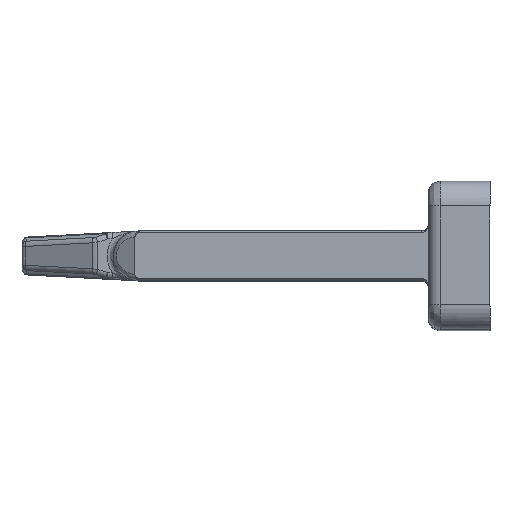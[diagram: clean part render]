
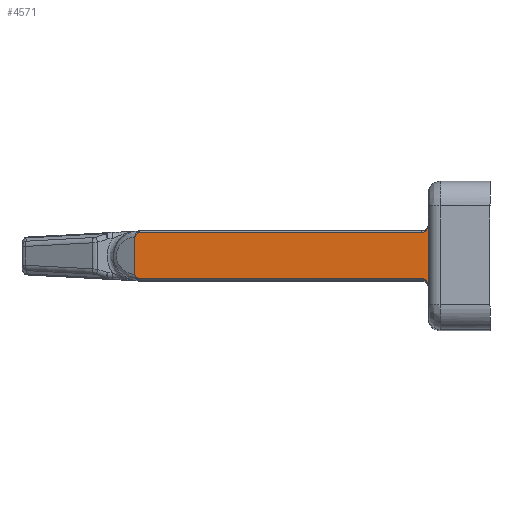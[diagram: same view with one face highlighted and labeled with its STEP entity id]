
A CAD part, top view. The second image highlights one B-rep face of the part: STEP entity #4571.
In plain terms, the highlighted planar face has unit normal (0, 0, 1).
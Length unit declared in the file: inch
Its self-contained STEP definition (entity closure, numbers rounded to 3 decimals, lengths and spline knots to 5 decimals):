
#4 = VERTEX_POINT ( 'NONE', #3759 ) ;
#39 = DIRECTION ( 'NONE',  ( 0., -1., 0. ) ) ;
#279 = EDGE_CURVE ( 'NONE', #6437, #7491, #7778, .T. ) ;
#287 = B_SPLINE_CURVE_WITH_KNOTS ( 'NONE', 3,
 ( #5495, #4235, #6868, #6163, #4876, #7613, #8220 ),
 .UNSPECIFIED., .F., .F.,
 ( 4, 1, 1, 1, 4 ),
 ( 0., 0.00021, 0.00042, 0.00063, 0.00083 ),
 .UNSPECIFIED. ) ;
#320 = VECTOR ( 'NONE', #6902, 39.37008 ) ;
#341 = CARTESIAN_POINT ( 'NONE',  ( -0.01004, -0.06119, 0.22638 ) ) ;
#393 = CARTESIAN_POINT ( 'NONE',  ( 0.27679, 0.07311, 0.22638 ) ) ;
#422 = CARTESIAN_POINT ( 'NONE',  ( 0.90354, 0.07311, 0.22638 ) ) ;
#534 = ORIENTED_EDGE ( 'NONE', *, *, #4085, .T. ) ;
#586 = VERTEX_POINT ( 'NONE', #1158 ) ;
#646 = CARTESIAN_POINT ( 'NONE',  ( 0.00243, 0.07311, 0.22638 ) ) ;
#720 = EDGE_CURVE ( 'NONE', #4, #5603, #8482, .T. ) ;
#729 = CARTESIAN_POINT ( 'NONE',  ( -0.00268, 0.07065, 0.22638 ) ) ;
#792 = DIRECTION ( 'NONE',  ( 1., 0., 0. ) ) ;
#820 = DIRECTION ( 'NONE',  ( 0., 0., 1. ) ) ;
#844 = CARTESIAN_POINT ( 'NONE',  ( -0.01023, 0., 0.22638 ) ) ;
#852 = CARTESIAN_POINT ( 'NONE',  ( -0.00268, -0.07065, 0.22638 ) ) ;
#977 = CARTESIAN_POINT ( 'NONE',  ( -0.00971, 0.06223, 0.22637 ) ) ;
#1018 = CARTESIAN_POINT ( 'NONE',  ( -0.01023, -0.06014, 0.22638 ) ) ;
#1075 = CARTESIAN_POINT ( 'NONE',  ( -0.01023, -0.05905, 0.22638 ) ) ;
#1158 = CARTESIAN_POINT ( 'NONE',  ( 0.00527, -0.07311, 0.22638 ) ) ;
#1221 = VERTEX_POINT ( 'NONE', #5668 ) ;
#1230 = VERTEX_POINT ( 'NONE', #8382 ) ;
#1344 = CARTESIAN_POINT ( 'NONE',  ( 0.00527, 0.07311, 0.22638 ) ) ;
#1481 = AXIS2_PLACEMENT_3D ( 'NONE', #6041, #820, #792 ) ;
#1485 = ORIENTED_EDGE ( 'NONE', *, *, #7795, .T. ) ;
#1590 = CARTESIAN_POINT ( 'NONE',  ( 0.92323, -0.09318, 0.22638 ) ) ;
#1619 = CARTESIAN_POINT ( 'NONE',  ( -0.00971, 0.06223, 0.22637 ) ) ;
#1681 = CARTESIAN_POINT ( 'NONE',  ( -0.00971, -0.06223, 0.22637 ) ) ;
#2131 = VECTOR ( 'NONE', #5052, 39.37008 ) ;
#2587 = ORIENTED_EDGE ( 'NONE', *, *, #4635, .T. ) ;
#2642 = CARTESIAN_POINT ( 'NONE',  ( -0.00034, 0.07225, 0.22638 ) ) ;
#2700 = VECTOR ( 'NONE', #5948, 39.37008 ) ;
#2744 = CARTESIAN_POINT ( 'NONE',  ( -0.00971, 0.06223, 0.22637 ) ) ;
#3287 = CARTESIAN_POINT ( 'NONE',  ( 0.27679, -0.07311, 0.22638 ) ) ;
#3335 = LINE ( 'NONE', #3590, #320 ) ;
#3397 = B_SPLINE_CURVE_WITH_KNOTS ( 'NONE', 3,
 ( #977, #8416, #7654, #7713 ),
 .UNSPECIFIED., .F., .F.,
 ( 4, 4 ),
 ( 0., 0.00008 ),
 .UNSPECIFIED. ) ;
#3566 =( BOUNDED_CURVE ( )  B_SPLINE_CURVE ( 3, ( #4897, #4193, #5563, #7463 ),
 .UNSPECIFIED., .F., .F. ) 
 B_SPLINE_CURVE_WITH_KNOTS ( ( 4, 4 ),
 ( 0.1619, 0.62955 ),
 .UNSPECIFIED. ) 
 CURVE ( )  GEOMETRIC_REPRESENTATION_ITEM ( )  RATIONAL_B_SPLINE_CURVE ( ( 1., 0.982, 0.982, 1. ) ) 
 REPRESENTATION_ITEM ( '' )  );
#3590 = CARTESIAN_POINT ( 'NONE',  ( 0.92323, 0., 0.22638 ) ) ;
#3689 = CARTESIAN_POINT ( 'NONE',  ( 0.90354, -0.07311, 0.22638 ) ) ;
#3759 = CARTESIAN_POINT ( 'NONE',  ( 0.90354, -0.07311, 0.22638 ) ) ;
#4012 = B_SPLINE_CURVE_WITH_KNOTS ( 'NONE', 3,
 ( #852, #4170, #4871, #4840 ),
 .UNSPECIFIED., .F., .F.,
 ( 4, 4 ),
 ( 0., 0.00021 ),
 .UNSPECIFIED. ) ;
#4085 = EDGE_CURVE ( 'NONE', #8604, #7159, #3397, .T. ) ;
#4115 = ORIENTED_EDGE ( 'NONE', *, *, #6372, .T. ) ;
#4170 = CARTESIAN_POINT ( 'NONE',  ( -0.00034, -0.07225, 0.22638 ) ) ;
#4193 = CARTESIAN_POINT ( 'NONE',  ( -0.00872, -0.06528, 0.22638 ) ) ;
#4235 = CARTESIAN_POINT ( 'NONE',  ( 0.92323, 0.09319, 0.22638 ) ) ;
#4404 = ORIENTED_EDGE ( 'NONE', *, *, #279, .T. ) ;
#4434 = CARTESIAN_POINT ( 'NONE',  ( 0.92323, -0.09594, 0.22638 ) ) ;
#4486 = LINE ( 'NONE', #3287, #2700 ) ;
#4544 = ORIENTED_EDGE ( 'NONE', *, *, #5748, .T. ) ;
#4571 = ADVANCED_FACE ( 'NONE', ( #8497 ), #4753, .T. ) ;
#4635 = EDGE_CURVE ( 'NONE', #7491, #8604, #4855, .T. ) ;
#4753 = PLANE ( 'NONE',  #1481 ) ;
#4840 = CARTESIAN_POINT ( 'NONE',  ( 0.00527, -0.07311, 0.22638 ) ) ;
#4855 =( BOUNDED_CURVE ( )  B_SPLINE_CURVE ( 3, ( #6974, #4953, #6284, #1619 ),
 .UNSPECIFIED., .F., .F. ) 
 B_SPLINE_CURVE_WITH_KNOTS ( ( 4, 4 ),
 ( 5.65363, 6.12129 ),
 .UNSPECIFIED. ) 
 CURVE ( )  GEOMETRIC_REPRESENTATION_ITEM ( )  RATIONAL_B_SPLINE_CURVE ( ( 1., 0.982, 0.982, 1. ) ) 
 REPRESENTATION_ITEM ( '' )  );
#4871 = CARTESIAN_POINT ( 'NONE',  ( 0.00243, -0.07311, 0.22638 ) ) ;
#4876 = CARTESIAN_POINT ( 'NONE',  ( 0.91177, 0.07486, 0.22638 ) ) ;
#4897 = CARTESIAN_POINT ( 'NONE',  ( -0.00971, -0.06223, 0.22637 ) ) ;
#4916 = ORIENTED_EDGE ( 'NONE', *, *, #8624, .T. ) ;
#4923 = CARTESIAN_POINT ( 'NONE',  ( 0.90628, -0.07311, 0.22638 ) ) ;
#4952 = CARTESIAN_POINT ( 'NONE',  ( 0.9222, -0.08765, 0.22638 ) ) ;
#4953 = CARTESIAN_POINT ( 'NONE',  ( -0.00633, 0.06814, 0.22638 ) ) ;
#5031 = EDGE_CURVE ( 'NONE', #5603, #1230, #3335, .T. ) ;
#5052 = DIRECTION ( 'NONE',  ( -1., 0., 0. ) ) ;
#5312 = LINE ( 'NONE', #844, #7738 ) ;
#5347 = EDGE_CURVE ( 'NONE', #7041, #586, #4012, .T. ) ;
#5495 = CARTESIAN_POINT ( 'NONE',  ( 0.92323, 0.09594, 0.22638 ) ) ;
#5507 = VERTEX_POINT ( 'NONE', #7847 ) ;
#5524 = CARTESIAN_POINT ( 'NONE',  ( -0.00268, -0.07065, 0.22638 ) ) ;
#5563 = CARTESIAN_POINT ( 'NONE',  ( -0.00633, -0.06814, 0.22638 ) ) ;
#5590 = CARTESIAN_POINT ( 'NONE',  ( 0.918, -0.08042, 0.22638 ) ) ;
#5603 = VERTEX_POINT ( 'NONE', #4434 ) ;
#5668 = CARTESIAN_POINT ( 'NONE',  ( -0.01023, -0.05905, 0.22638 ) ) ;
#5677 = CARTESIAN_POINT ( 'NONE',  ( -0.01023, 0.05905, 0.22638 ) ) ;
#5748 = EDGE_CURVE ( 'NONE', #7159, #1221, #5312, .T. ) ;
#5948 = DIRECTION ( 'NONE',  ( 1., 0., 0. ) ) ;
#5979 = ORIENTED_EDGE ( 'NONE', *, *, #5031, .T. ) ;
#6041 = CARTESIAN_POINT ( 'NONE',  ( 0.27679, 0., 0.22638 ) ) ;
#6093 = ORIENTED_EDGE ( 'NONE', *, *, #6429, .T. ) ;
#6163 = CARTESIAN_POINT ( 'NONE',  ( 0.91802, 0.08044, 0.22638 ) ) ;
#6222 = LINE ( 'NONE', #393, #2131 ) ;
#6253 = CARTESIAN_POINT ( 'NONE',  ( 0.92323, -0.09594, 0.22638 ) ) ;
#6284 = CARTESIAN_POINT ( 'NONE',  ( -0.00872, 0.06528, 0.22638 ) ) ;
#6372 = EDGE_CURVE ( 'NONE', #1221, #5507, #8250, .T. ) ;
#6379 = VERTEX_POINT ( 'NONE', #422 ) ;
#6429 = EDGE_CURVE ( 'NONE', #6379, #6437, #6222, .T. ) ;
#6434 = ORIENTED_EDGE ( 'NONE', *, *, #8121, .T. ) ;
#6437 = VERTEX_POINT ( 'NONE', #7668 ) ;
#6654 = ORIENTED_EDGE ( 'NONE', *, *, #5347, .T. ) ;
#6868 = CARTESIAN_POINT ( 'NONE',  ( 0.92221, 0.08767, 0.22638 ) ) ;
#6902 = DIRECTION ( 'NONE',  ( 0., 1., 0. ) ) ;
#6974 = CARTESIAN_POINT ( 'NONE',  ( -0.00268, 0.07065, 0.22638 ) ) ;
#7005 = CARTESIAN_POINT ( 'NONE',  ( 0.91175, -0.07484, 0.22638 ) ) ;
#7041 = VERTEX_POINT ( 'NONE', #5524 ) ;
#7126 = EDGE_LOOP ( 'NONE', ( #6654, #6434, #7421, #5979, #4916, #6093, #4404, #2587, #534, #4544, #4115, #1485 ) ) ;
#7159 = VERTEX_POINT ( 'NONE', #5677 ) ;
#7421 = ORIENTED_EDGE ( 'NONE', *, *, #720, .T. ) ;
#7463 = CARTESIAN_POINT ( 'NONE',  ( -0.00268, -0.07065, 0.22638 ) ) ;
#7491 = VERTEX_POINT ( 'NONE', #729 ) ;
#7613 = CARTESIAN_POINT ( 'NONE',  ( 0.90632, 0.07311, 0.22638 ) ) ;
#7654 = CARTESIAN_POINT ( 'NONE',  ( -0.01023, 0.06014, 0.22638 ) ) ;
#7668 = CARTESIAN_POINT ( 'NONE',  ( 0.00527, 0.07311, 0.22638 ) ) ;
#7713 = CARTESIAN_POINT ( 'NONE',  ( -0.01023, 0.05905, 0.22638 ) ) ;
#7738 = VECTOR ( 'NONE', #39, 39.37008 ) ;
#7778 = B_SPLINE_CURVE_WITH_KNOTS ( 'NONE', 3,
 ( #1344, #646, #2642, #8053 ),
 .UNSPECIFIED., .F., .F.,
 ( 4, 4 ),
 ( 0., 0.00021 ),
 .UNSPECIFIED. ) ;
#7795 = EDGE_CURVE ( 'NONE', #5507, #7041, #3566, .T. ) ;
#7847 = CARTESIAN_POINT ( 'NONE',  ( -0.00971, -0.06223, 0.22637 ) ) ;
#8053 = CARTESIAN_POINT ( 'NONE',  ( -0.00268, 0.07065, 0.22638 ) ) ;
#8121 = EDGE_CURVE ( 'NONE', #586, #4, #4486, .T. ) ;
#8220 = CARTESIAN_POINT ( 'NONE',  ( 0.90354, 0.07311, 0.22638 ) ) ;
#8250 = B_SPLINE_CURVE_WITH_KNOTS ( 'NONE', 3,
 ( #1075, #1018, #341, #1681 ),
 .UNSPECIFIED., .F., .F.,
 ( 4, 4 ),
 ( 0., 0.00008 ),
 .UNSPECIFIED. ) ;
#8382 = CARTESIAN_POINT ( 'NONE',  ( 0.92323, 0.09594, 0.22638 ) ) ;
#8416 = CARTESIAN_POINT ( 'NONE',  ( -0.01004, 0.06119, 0.22638 ) ) ;
#8482 = B_SPLINE_CURVE_WITH_KNOTS ( 'NONE', 3,
 ( #3689, #4923, #7005, #5590, #4952, #1590, #6253 ),
 .UNSPECIFIED., .F., .F.,
 ( 4, 1, 1, 1, 4 ),
 ( 0., 0.00021, 0.00042, 0.00063, 0.00084 ),
 .UNSPECIFIED. ) ;
#8497 = FACE_OUTER_BOUND ( 'NONE', #7126, .T. ) ;
#8604 = VERTEX_POINT ( 'NONE', #2744 ) ;
#8624 = EDGE_CURVE ( 'NONE', #1230, #6379, #287, .T. ) ;
